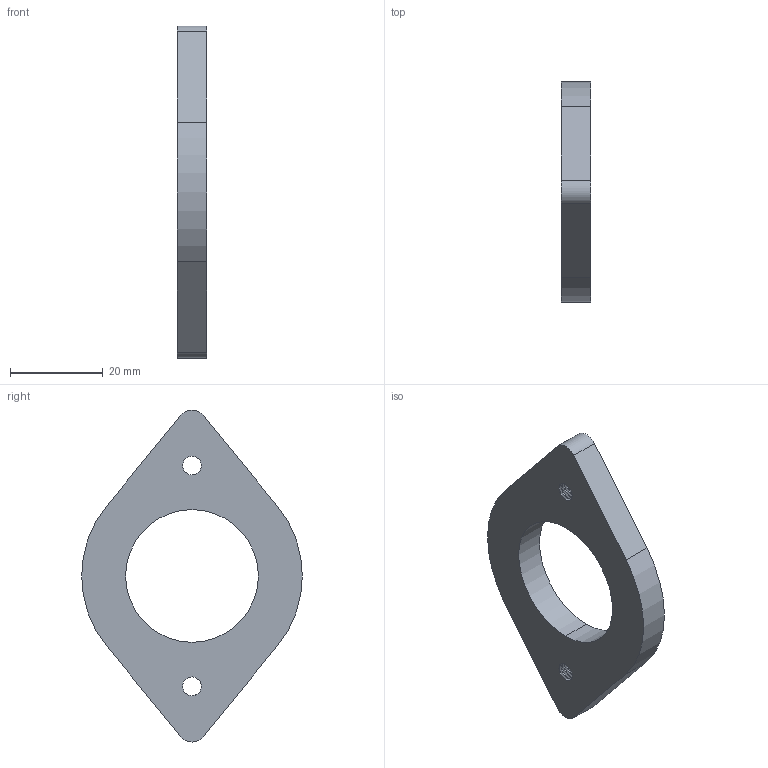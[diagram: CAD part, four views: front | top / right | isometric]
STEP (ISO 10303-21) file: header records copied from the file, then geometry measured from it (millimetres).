
FILE_DESCRIPTION (( 'STEP AP203' ), '1' );
FILE_NAME ('Placa de Test de Tensión de Banda.STEP', '2023-01-24T01:17:04', ( '' ), ( '' ), 'SwSTEP 2.0', 'SolidWorks 2022', '' );
FILE_SCHEMA (( 'CONFIG_CONTROL_DESIGN' ));
Length unit declared in the file: inch
Products named in the file (1): Placa de Test de Tensión de Banda
Bounding box: 6.35 x 47.62 x 71.64 mm (x, y, z)
Volume: 9424.9 mm3; surface area: 4954.9 mm2
Topology: 1 solids, 1 shells, 55 faces, 151 edges, 98 vertices
Faces by surface type: cylinder 41, plane 8, bspline 6
Entity records: 4174 total; most frequent: CARTESIAN_POINT 2901, ORIENTED_EDGE 302, DIRECTION 199, EDGE_CURVE 151, VERTEX_POINT 98, AXIS2_PLACEMENT_3D 70, EDGE_LOOP 61, VECTOR 59
